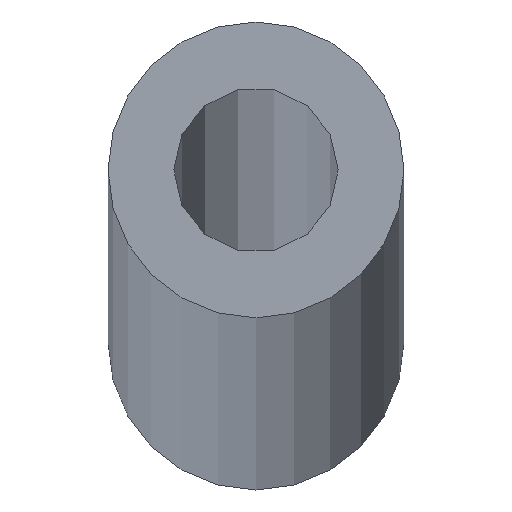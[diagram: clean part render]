
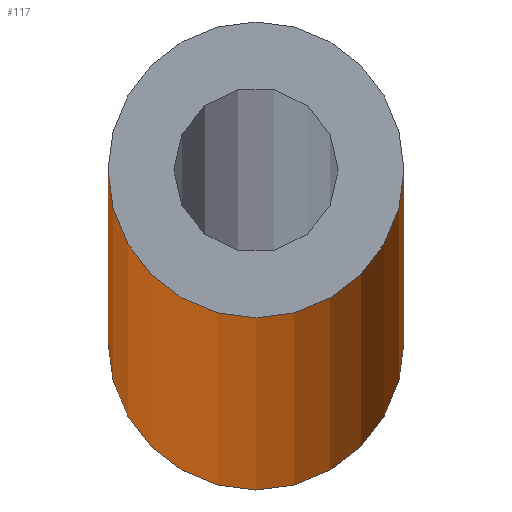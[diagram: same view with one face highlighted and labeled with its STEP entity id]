
A CAD part, top view. The second image highlights one B-rep face of the part: STEP entity #117.
In plain terms, the highlighted cylindrical face has radius 0.457 mm (diameter 0.914 mm), a partial arc.
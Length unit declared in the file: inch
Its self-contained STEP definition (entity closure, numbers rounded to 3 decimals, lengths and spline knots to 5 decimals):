
#8 = LINE ( 'NONE', #143, #167 ) ;
#12 = AXIS2_PLACEMENT_3D ( 'NONE', #168, #226, #54 ) ;
#13 = ORIENTED_EDGE ( 'NONE', *, *, #65, .F. ) ;
#15 = DIRECTION ( 'NONE',  ( 1., 0., 0. ) ) ;
#16 = CARTESIAN_POINT ( 'NONE',  ( 0.018, 0., -6. ) ) ;
#25 = CARTESIAN_POINT ( 'NONE',  ( -0.018, 0., 6. ) ) ;
#28 = VERTEX_POINT ( 'NONE', #16 ) ;
#32 = DIRECTION ( 'NONE',  ( 0., 0., 1. ) ) ;
#41 = CIRCLE ( 'NONE', #165, 0.018 ) ;
#54 = DIRECTION ( 'NONE',  ( -1., 0., 0. ) ) ;
#58 = CARTESIAN_POINT ( 'NONE',  ( 0., 0., -6. ) ) ;
#65 = EDGE_CURVE ( 'NONE', #197, #66, #80, .T. ) ;
#66 = VERTEX_POINT ( 'NONE', #128 ) ;
#79 = FACE_OUTER_BOUND ( 'NONE', #174, .T. ) ;
#80 = CIRCLE ( 'NONE', #173, 0.018 ) ;
#105 = CYLINDRICAL_SURFACE ( 'NONE', #12, 0.018 ) ;
#112 = ORIENTED_EDGE ( 'NONE', *, *, #150, .F. ) ;
#117 = ADVANCED_FACE ( 'NONE', ( #79 ), #105, .T. ) ;
#120 = VERTEX_POINT ( 'NONE', #221 ) ;
#128 = CARTESIAN_POINT ( 'NONE',  ( 0.018, 0., 6. ) ) ;
#143 = CARTESIAN_POINT ( 'NONE',  ( 0.018, 0., 6. ) ) ;
#150 = EDGE_CURVE ( 'NONE', #66, #28, #8, .T. ) ;
#165 = AXIS2_PLACEMENT_3D ( 'NONE', #58, #207, #228 ) ;
#166 = LINE ( 'NONE', #25, #234 ) ;
#167 = VECTOR ( 'NONE', #237, 39.37008 ) ;
#168 = CARTESIAN_POINT ( 'NONE',  ( 0., 0., 6. ) ) ;
#172 = ORIENTED_EDGE ( 'NONE', *, *, #200, .T. ) ;
#173 = AXIS2_PLACEMENT_3D ( 'NONE', #249, #32, #15 ) ;
#174 = EDGE_LOOP ( 'NONE', ( #112, #13, #179, #172 ) ) ;
#176 = CARTESIAN_POINT ( 'NONE',  ( -0.018, 0., 6. ) ) ;
#178 = DIRECTION ( 'NONE',  ( 0., 0., -1. ) ) ;
#179 = ORIENTED_EDGE ( 'NONE', *, *, #180, .T. ) ;
#180 = EDGE_CURVE ( 'NONE', #197, #120, #166, .T. ) ;
#197 = VERTEX_POINT ( 'NONE', #176 ) ;
#200 = EDGE_CURVE ( 'NONE', #120, #28, #41, .T. ) ;
#207 = DIRECTION ( 'NONE',  ( 0., 0., 1. ) ) ;
#221 = CARTESIAN_POINT ( 'NONE',  ( -0.018, 0., -6. ) ) ;
#226 = DIRECTION ( 'NONE',  ( 0., 0., -1. ) ) ;
#228 = DIRECTION ( 'NONE',  ( 1., 0., 0. ) ) ;
#234 = VECTOR ( 'NONE', #178, 39.37008 ) ;
#237 = DIRECTION ( 'NONE',  ( 0., 0., -1. ) ) ;
#249 = CARTESIAN_POINT ( 'NONE',  ( 0., 0., 6. ) ) ;
